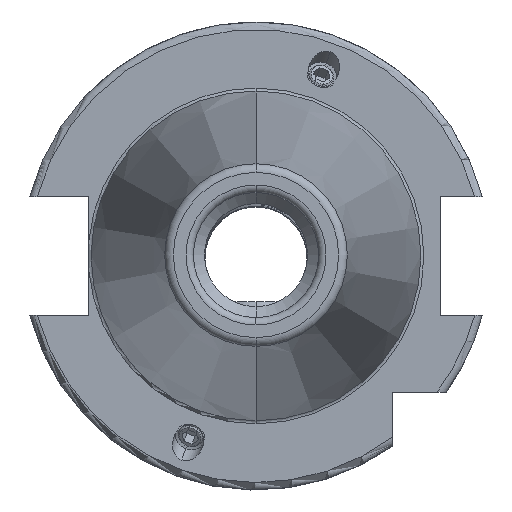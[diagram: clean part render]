
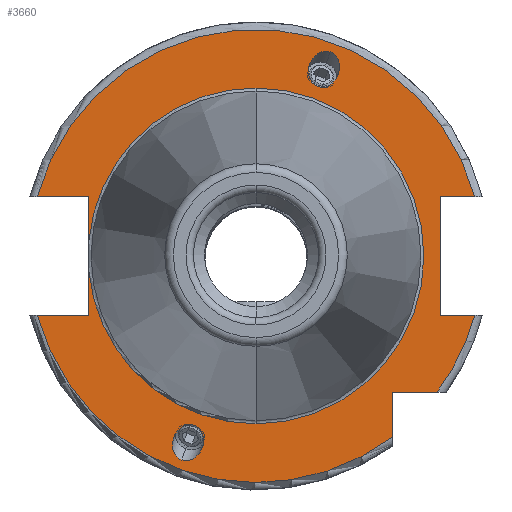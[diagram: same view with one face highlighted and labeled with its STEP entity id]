
A CAD part, top view. The second image highlights one B-rep face of the part: STEP entity #3660.
In plain terms, the highlighted planar face has unit normal (0, 0, 1).
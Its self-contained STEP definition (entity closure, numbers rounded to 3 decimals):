
#315=DIRECTION('',(1,0,0));
#316=VECTOR('',#315,7.004);
#317=CARTESIAN_POINT('',(-29.704,-8.05,15.9));
#318=LINE('',#317,#316);
#319=DIRECTION('',(0,1,0));
#320=VECTOR('',#319,5.917);
#321=CARTESIAN_POINT('',(-22.7,-8.05,15.9));
#322=LINE('',#321,#320);
#323=DIRECTION('',(0,1,0));
#324=VECTOR('',#323,5.917);
#325=CARTESIAN_POINT('',(-22.7,2.133,15.9));
#326=LINE('',#325,#324);
#327=DIRECTION('',(1,0,0));
#328=VECTOR('',#327,7.004);
#329=CARTESIAN_POINT('',(-29.704,8.05,15.9));
#330=LINE('',#329,#328);
#331=DIRECTION('',(-1,0,0));
#332=VECTOR('',#331,4.704);
#333=CARTESIAN_POINT('',(29.704,8.05,15.9));
#334=LINE('',#333,#332);
#335=DIRECTION('',(0,-1,0));
#336=VECTOR('',#335,16.1);
#337=CARTESIAN_POINT('',(25,8.05,15.9));
#338=LINE('',#337,#336);
#339=DIRECTION('',(-1,0,0));
#340=VECTOR('',#339,4.704);
#341=CARTESIAN_POINT('',(29.704,-8.05,15.9));
#342=LINE('',#341,#340);
#343=CARTESIAN_POINT('',(0,0,15.9));
#344=DIRECTION('',(0,0,1));
#345=DIRECTION('',(0.799,-0.601,0));
#346=AXIS2_PLACEMENT_3D('',#343,#344,#345);
#348=DIRECTION('',(-1,0,0));
#349=VECTOR('',#348,6.094);
#350=CARTESIAN_POINT('',(24.594,-18.5,15.9));
#351=LINE('',#350,#349);
#352=DIRECTION('',(0,1,0));
#353=VECTOR('',#352,6.094);
#354=CARTESIAN_POINT('',(18.5,-24.594,15.9));
#355=LINE('',#354,#353);
#356=CARTESIAN_POINT('',(10.09,27.723,15.9));
#357=CARTESIAN_POINT('',(9.863,27.806,15.9));
#358=CARTESIAN_POINT('',(9.337,27.884,15.9));
#359=CARTESIAN_POINT('',(8.455,27.594,15.9));
#360=CARTESIAN_POINT('',(7.834,27.033,15.9));
#361=CARTESIAN_POINT('',(7.483,26.49,15.9));
#362=CARTESIAN_POINT('',(7.298,26.077,15.9));
#363=CARTESIAN_POINT('',(7.174,25.641,15.9));
#364=CARTESIAN_POINT('',(7.094,25.,15.9));
#365=CARTESIAN_POINT('',(7.208,24.17,15.9));
#366=CARTESIAN_POINT('',(7.698,23.381,15.9));
#367=CARTESIAN_POINT('',(8.152,23.103,15.9));
#368=CARTESIAN_POINT('',(8.379,23.02,15.9));
#370=CARTESIAN_POINT('',(8.379,23.02,15.9));
#371=CARTESIAN_POINT('',(8.606,22.937,15.9));
#372=CARTESIAN_POINT('',(9.133,22.859,15.9));
#373=CARTESIAN_POINT('',(10.014,23.149,15.9));
#374=CARTESIAN_POINT('',(10.635,23.711,15.9));
#375=CARTESIAN_POINT('',(10.986,24.253,15.9));
#376=CARTESIAN_POINT('',(11.171,24.667,15.9));
#377=CARTESIAN_POINT('',(11.295,25.103,15.9));
#378=CARTESIAN_POINT('',(11.375,25.744,15.9));
#379=CARTESIAN_POINT('',(11.261,26.573,15.9));
#380=CARTESIAN_POINT('',(10.771,27.362,15.9));
#381=CARTESIAN_POINT('',(10.318,27.641,15.9));
#382=CARTESIAN_POINT('',(10.09,27.723,15.9));
#384=CARTESIAN_POINT('',(-10.09,-27.723,15.9));
#385=CARTESIAN_POINT('',(-10.318,-27.641,15.9));
#386=CARTESIAN_POINT('',(-10.771,-27.362,15.9));
#387=CARTESIAN_POINT('',(-11.261,-26.573,15.9));
#388=CARTESIAN_POINT('',(-11.375,-25.744,15.9));
#389=CARTESIAN_POINT('',(-11.295,-25.103,15.9));
#390=CARTESIAN_POINT('',(-11.171,-24.667,15.9));
#391=CARTESIAN_POINT('',(-10.986,-24.253,15.9));
#392=CARTESIAN_POINT('',(-10.635,-23.711,15.9));
#393=CARTESIAN_POINT('',(-10.014,-23.149,15.9));
#394=CARTESIAN_POINT('',(-9.133,-22.859,15.9));
#395=CARTESIAN_POINT('',(-8.606,-22.937,15.9));
#396=CARTESIAN_POINT('',(-8.379,-23.02,15.9));
#398=CARTESIAN_POINT('',(-8.379,-23.02,15.9));
#399=CARTESIAN_POINT('',(-8.152,-23.103,15.9));
#400=CARTESIAN_POINT('',(-7.698,-23.381,15.9));
#401=CARTESIAN_POINT('',(-7.208,-24.17,15.9));
#402=CARTESIAN_POINT('',(-7.094,-25.,15.9));
#403=CARTESIAN_POINT('',(-7.174,-25.641,15.9));
#404=CARTESIAN_POINT('',(-7.298,-26.077,15.9));
#405=CARTESIAN_POINT('',(-7.483,-26.49,15.9));
#406=CARTESIAN_POINT('',(-7.834,-27.033,15.9));
#407=CARTESIAN_POINT('',(-8.455,-27.594,15.9));
#408=CARTESIAN_POINT('',(-9.337,-27.884,15.9));
#409=CARTESIAN_POINT('',(-9.863,-27.806,15.9));
#410=CARTESIAN_POINT('',(-10.09,-27.723,15.9));
#422=CARTESIAN_POINT('',(0,0,15.9));
#423=DIRECTION('',(0,0,1));
#424=DIRECTION('',(0,1,0));
#425=AXIS2_PLACEMENT_3D('',#422,#423,#424);
#437=CARTESIAN_POINT('',(0,0,15.9));
#438=DIRECTION('',(0,0,1));
#439=DIRECTION('',(-0.996,-0.094,0));
#440=AXIS2_PLACEMENT_3D('',#437,#438,#439);
#442=CARTESIAN_POINT('',(0,0,15.9));
#443=DIRECTION('',(0,0,-1));
#444=DIRECTION('',(0,1,0));
#445=AXIS2_PLACEMENT_3D('',#442,#443,#444);
#1956=CARTESIAN_POINT('',(0,0,15.9));
#1957=DIRECTION('',(0,0,1));
#1958=DIRECTION('',(0.965,0.262,0));
#1959=AXIS2_PLACEMENT_3D('',#1956,#1957,#1958);
#2007=CARTESIAN_POINT('',(0,0,15.9));
#2008=DIRECTION('',(0,0,1));
#2009=DIRECTION('',(-0.965,-0.262,0));
#2010=AXIS2_PLACEMENT_3D('',#2007,#2008,#2009);
#2683=CARTESIAN_POINT('',(0,22.8,15.9));
#2685=VERTEX_POINT('',#2683);
#2705=CARTESIAN_POINT('',(0,-22.8,15.9));
#2707=VERTEX_POINT('',#2705);
#2853=CARTESIAN_POINT('',(-29.704,-8.05,15.9));
#2854=CARTESIAN_POINT('',(-22.7,-8.05,15.9));
#2855=VERTEX_POINT('',#2853);
#2856=VERTEX_POINT('',#2854);
#2857=CARTESIAN_POINT('',(-22.7,-2.133,15.9));
#2858=VERTEX_POINT('',#2857);
#2859=CARTESIAN_POINT('',(-22.7,2.133,15.9));
#2860=CARTESIAN_POINT('',(-22.7,8.05,15.9));
#2861=VERTEX_POINT('',#2859);
#2862=VERTEX_POINT('',#2860);
#2863=CARTESIAN_POINT('',(-29.704,8.05,15.9));
#2864=VERTEX_POINT('',#2863);
#2865=CARTESIAN_POINT('',(25,8.05,15.9));
#2866=CARTESIAN_POINT('',(25,-8.05,15.9));
#2867=VERTEX_POINT('',#2865);
#2868=VERTEX_POINT('',#2866);
#2869=CARTESIAN_POINT('',(29.704,-8.05,15.9));
#2870=VERTEX_POINT('',#2869);
#2871=CARTESIAN_POINT('',(29.704,8.05,15.9));
#2872=VERTEX_POINT('',#2871);
#2873=CARTESIAN_POINT('',(18.5,-24.594,15.9));
#2874=CARTESIAN_POINT('',(18.5,-18.5,15.9));
#2875=VERTEX_POINT('',#2873);
#2876=VERTEX_POINT('',#2874);
#2877=CARTESIAN_POINT('',(24.594,-18.5,15.9));
#2878=VERTEX_POINT('',#2877);
#2923=VERTEX_POINT('',#356);
#2924=VERTEX_POINT('',#368);
#2968=CARTESIAN_POINT('',(-10.09,-27.723,15.9));
#2970=VERTEX_POINT('',#2968);
#2971=CARTESIAN_POINT('',(-8.379,-23.02,15.9));
#2972=VERTEX_POINT('',#2971);
#3618=CARTESIAN_POINT('',(0,0,15.9));
#3619=DIRECTION('',(0,0,-1));
#3620=DIRECTION('',(0,-1,0));
#3621=AXIS2_PLACEMENT_3D('',#3618,#3619,#3620);
#3622=PLANE('',#3621);
#3623=ORIENTED_EDGE('',*,*,#3595,.T.);
#3624=ORIENTED_EDGE('',*,*,#3279,.T.);
#3626=ORIENTED_EDGE('',*,*,#3625,.T.);
#3628=ORIENTED_EDGE('',*,*,#3627,.F.);
#3630=ORIENTED_EDGE('',*,*,#3629,.T.);
#3631=ORIENTED_EDGE('',*,*,#3275,.T.);
#3632=ORIENTED_EDGE('',*,*,#3314,.F.);
#3634=ORIENTED_EDGE('',*,*,#3633,.F.);
#3636=ORIENTED_EDGE('',*,*,#3635,.T.);
#3638=ORIENTED_EDGE('',*,*,#3637,.T.);
#3639=ORIENTED_EDGE('',*,*,#3391,.F.);
#3641=ORIENTED_EDGE('',*,*,#3640,.F.);
#3642=ORIENTED_EDGE('',*,*,#3449,.T.);
#3643=ORIENTED_EDGE('',*,*,#3500,.F.);
#3645=ORIENTED_EDGE('',*,*,#3644,.F.);
#3646=EDGE_LOOP('',(#3623,#3624,#3626,#3628,#3630,#3631,#3632,#3634,#3636,#3638,
#3639,#3641,#3642,#3643,#3645));
#3647=FACE_OUTER_BOUND('',#3646,.F.);
#3649=ORIENTED_EDGE('',*,*,#3648,.T.);
#3651=ORIENTED_EDGE('',*,*,#3650,.T.);
#3652=EDGE_LOOP('',(#3649,#3651));
#3653=FACE_BOUND('',#3652,.F.);
#3655=ORIENTED_EDGE('',*,*,#3654,.F.);
#3657=ORIENTED_EDGE('',*,*,#3656,.F.);
#3658=EDGE_LOOP('',(#3655,#3657));
#3659=FACE_BOUND('',#3658,.F.);
#3660=ADVANCED_FACE('',(#3647,#3653,#3659),#3622,.F.);
#347=CIRCLE('',#346,30.775);
#369=B_SPLINE_CURVE_WITH_KNOTS('',3,(#356,#357,#358,#359,#360,#361,#362,#363,
#364,#365,#366,#367,#368),.UNSPECIFIED.,.F.,.F.,(4,1,1,1,1,1,1,1,1,1,4),(0,
0.125,0.25,0.375,0.438,0.5,0.563,0.625,0.75,0.875,1),
.UNSPECIFIED.);
#383=B_SPLINE_CURVE_WITH_KNOTS('',3,(#370,#371,#372,#373,#374,#375,#376,#377,
#378,#379,#380,#381,#382),.UNSPECIFIED.,.F.,.F.,(4,1,1,1,1,1,1,1,1,1,4),(0,
0.125,0.25,0.375,0.438,0.5,0.563,0.625,0.75,0.875,1),
.UNSPECIFIED.);
#397=B_SPLINE_CURVE_WITH_KNOTS('',3,(#384,#385,#386,#387,#388,#389,#390,#391,
#392,#393,#394,#395,#396),.UNSPECIFIED.,.F.,.F.,(4,1,1,1,1,1,1,1,1,1,4),(0,
0.125,0.25,0.375,0.438,0.5,0.563,0.625,0.75,0.875,1),
.UNSPECIFIED.);
#411=B_SPLINE_CURVE_WITH_KNOTS('',3,(#398,#399,#400,#401,#402,#403,#404,#405,
#406,#407,#408,#409,#410),.UNSPECIFIED.,.F.,.F.,(4,1,1,1,1,1,1,1,1,1,4),(0,
0.125,0.25,0.375,0.438,0.5,0.563,0.625,0.75,0.875,1),
.UNSPECIFIED.);
#426=CIRCLE('',#425,22.8);
#441=CIRCLE('',#440,22.8);
#446=CIRCLE('',#445,22.8);
#1960=CIRCLE('',#1959,30.775);
#2011=CIRCLE('',#2010,30.775);
#3275=EDGE_CURVE('',#2861,#2862,#326,.T.);
#3279=EDGE_CURVE('',#2856,#2858,#322,.T.);
#3314=EDGE_CURVE('',#2864,#2862,#330,.T.);
#3391=EDGE_CURVE('',#2870,#2868,#342,.T.);
#3449=EDGE_CURVE('',#2878,#2876,#351,.T.);
#3500=EDGE_CURVE('',#2875,#2876,#355,.T.);
#3595=EDGE_CURVE('',#2855,#2856,#318,.T.);
#3625=EDGE_CURVE('',#2858,#2707,#441,.T.);
#3627=EDGE_CURVE('',#2685,#2707,#446,.T.);
#3629=EDGE_CURVE('',#2685,#2861,#426,.T.);
#3633=EDGE_CURVE('',#2872,#2864,#1960,.T.);
#3635=EDGE_CURVE('',#2872,#2867,#334,.T.);
#3637=EDGE_CURVE('',#2867,#2868,#338,.T.);
#3640=EDGE_CURVE('',#2878,#2870,#347,.T.);
#3644=EDGE_CURVE('',#2855,#2875,#2011,.T.);
#3648=EDGE_CURVE('',#2923,#2924,#369,.T.);
#3650=EDGE_CURVE('',#2924,#2923,#383,.T.);
#3654=EDGE_CURVE('',#2970,#2972,#397,.T.);
#3656=EDGE_CURVE('',#2972,#2970,#411,.T.);
